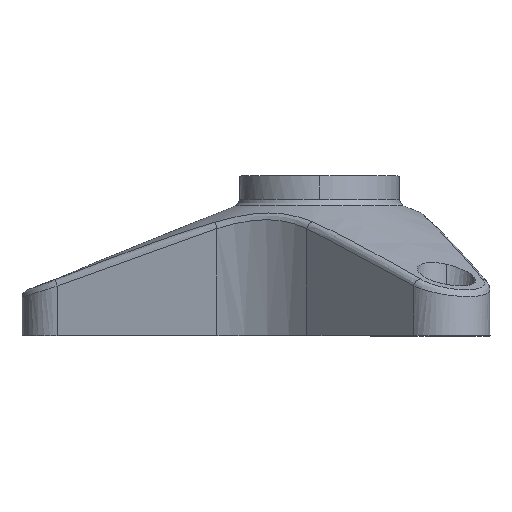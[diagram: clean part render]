
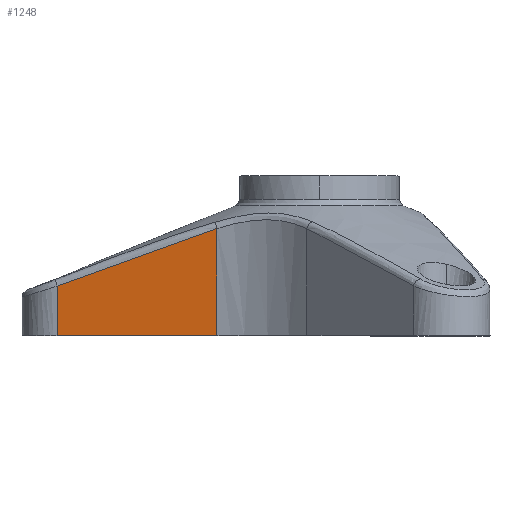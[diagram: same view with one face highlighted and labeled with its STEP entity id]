
A CAD part, top view. The second image highlights one B-rep face of the part: STEP entity #1248.
In plain terms, the highlighted free-form (B-spline) face has degree [1, 1] with [2, 2] control points.
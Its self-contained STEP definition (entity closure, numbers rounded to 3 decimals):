
#1149 = VERTEX_POINT('',#1150);
#1150 = CARTESIAN_POINT('',(-14.912,0.,10.721));
#1156 = EDGE_CURVE('',#1157,#1149,#1159,.T.);
#1157 = VERTEX_POINT('',#1158);
#1158 = CARTESIAN_POINT('',(-38.116,0.,6.211));
#1159 = B_SPLINE_CURVE_WITH_KNOTS('',1,(#1160,#1161),.UNSPECIFIED.,.F.,
  .F.,(2,2),(-34.357,-11.941),.PIECEWISE_BEZIER_KNOTS.);
#1160 = CARTESIAN_POINT('',(-38.116,0.,6.211));
#1161 = CARTESIAN_POINT('',(-14.912,0.,10.721));
#1194 = EDGE_CURVE('',#1195,#1157,#1197,.T.);
#1195 = VERTEX_POINT('',#1196);
#1196 = CARTESIAN_POINT('',(-38.116,7.198,
    6.211));
#1197 = B_SPLINE_CURVE_WITH_KNOTS('',1,(#1198,#1199),.UNSPECIFIED.,.F.,
  .F.,(2,2),(15.741,22.566),.PIECEWISE_BEZIER_KNOTS.);
#1198 = CARTESIAN_POINT('',(-38.116,7.198,
    6.211));
#1199 = CARTESIAN_POINT('',(-38.116,0.,6.211));
#1248 = ADVANCED_FACE('',(#1249),#1271,.F.);
#1249 = FACE_BOUND('',#1250,.T.);
#1250 = EDGE_LOOP('',(#1251,#1258,#1269,#1270));
#1251 = ORIENTED_EDGE('',*,*,#1252,.T.);
#1252 = EDGE_CURVE('',#1149,#1253,#1255,.T.);
#1253 = VERTEX_POINT('',#1254);
#1254 = CARTESIAN_POINT('',(-14.912,15.542,
    10.721));
#1255 = B_SPLINE_CURVE_WITH_KNOTS('',1,(#1256,#1257),.UNSPECIFIED.,.F.,
  .F.,(2,2),(-22.566,-7.828),.PIECEWISE_BEZIER_KNOTS.);
#1256 = CARTESIAN_POINT('',(-14.912,0.,10.721));
#1257 = CARTESIAN_POINT('',(-14.912,15.542,
    10.721));
#1258 = ORIENTED_EDGE('',*,*,#1259,.T.);
#1259 = EDGE_CURVE('',#1253,#1195,#1260,.T.);
#1260 = B_SPLINE_CURVE_WITH_KNOTS('',3,(#1261,#1262,#1263,#1264,#1265,
    #1266,#1267,#1268),.UNSPECIFIED.,.F.,.F.,(4,2,2,4),(0.,
    0.006,0.012,0.024),
  .UNSPECIFIED.);
#1261 = CARTESIAN_POINT('',(-14.912,15.542,
    10.721));
#1262 = CARTESIAN_POINT('',(-16.884,14.962,
    10.338));
#1263 = CARTESIAN_POINT('',(-18.837,14.322,
    9.958));
#1264 = CARTESIAN_POINT('',(-22.724,12.989,
    9.203));
#1265 = CARTESIAN_POINT('',(-24.658,12.294,
    8.827));
#1266 = CARTESIAN_POINT('',(-30.445,10.166,
    7.702));
#1267 = CARTESIAN_POINT('',(-34.284,8.691,
    6.956));
#1268 = CARTESIAN_POINT('',(-38.116,7.198,
    6.211));
#1269 = ORIENTED_EDGE('',*,*,#1194,.T.);
#1270 = ORIENTED_EDGE('',*,*,#1156,.T.);
#1271 = B_SPLINE_SURFACE_WITH_KNOTS('',1,1,(
    (#1272,#1273)
    ,(#1274,#1275
    )),.UNSPECIFIED.,.F.,.F.,.F.,(2,2),(2,2),(11.941,
    34.357),(-22.566,-7.828),
  .PIECEWISE_BEZIER_KNOTS.);
#1272 = CARTESIAN_POINT('',(-14.912,0.,10.721));
#1273 = CARTESIAN_POINT('',(-14.912,15.542,
    10.721));
#1274 = CARTESIAN_POINT('',(-38.116,0.,6.211));
#1275 = CARTESIAN_POINT('',(-38.116,15.542,6.211
    ));
